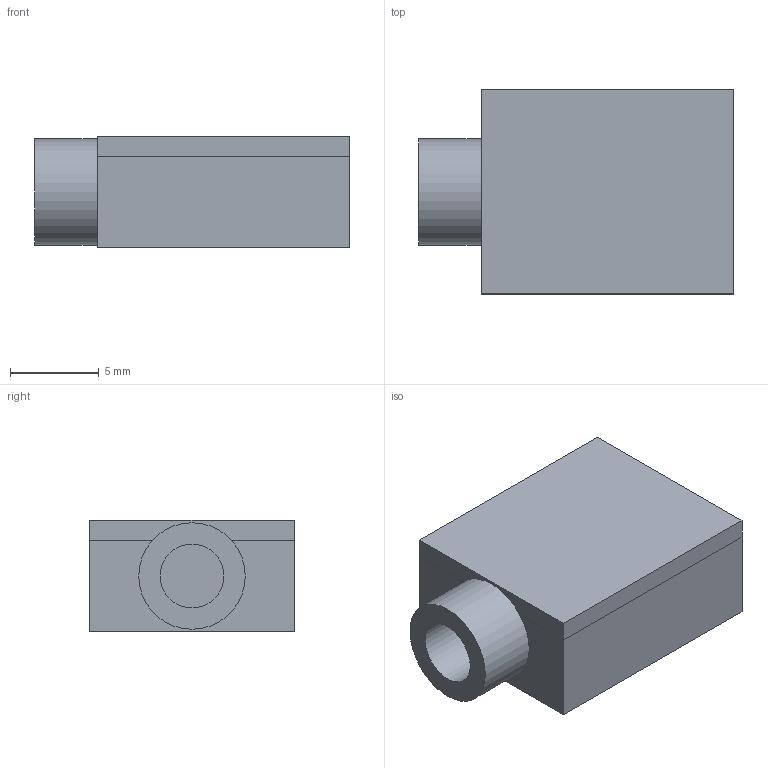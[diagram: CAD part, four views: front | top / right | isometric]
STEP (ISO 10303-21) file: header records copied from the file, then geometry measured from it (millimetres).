
FILE_DESCRIPTION(('FreeCAD Model'),'2;1');
FILE_NAME('Open CASCADE Shape Model','2024-01-31T07:38:41',(''),(''), 'Open CASCADE STEP processor 7.6','FreeCAD','Unknown');
FILE_SCHEMA(('AUTOMOTIVE_DESIGN { 1 0 10303 214 1 1 1 1 }'));
Length unit declared in the file: millimetre
Products named in the file (5): PJ324M; Cube001; Cube; Tube
Assembly tree (7 placements, depth 3):
  PJ324M
    Cube001
    PJ324M
      Cube
      Tube
      Cube001
    Cube
    Tube
Bounding box: 17.7 x 11.5 x 6.3 mm (x, y, z)
Surface area: 2237.5 mm2
Topology: 6 solids, 6 shells, 32 faces, 60 edges, 40 vertices
Faces by surface type: plane 28, cylinder 4
Full cylindrical faces by diameter (mm): 3.6 x2, 6 x2
Entity records: 539 total; most frequent: DIRECTION 82, CARTESIAN_POINT 74, ORIENTED_EDGE 60, EDGE_CURVE 30, AXIS2_PLACEMENT_3D 28, LINE 26, VECTOR 26, VERTEX_POINT 20
